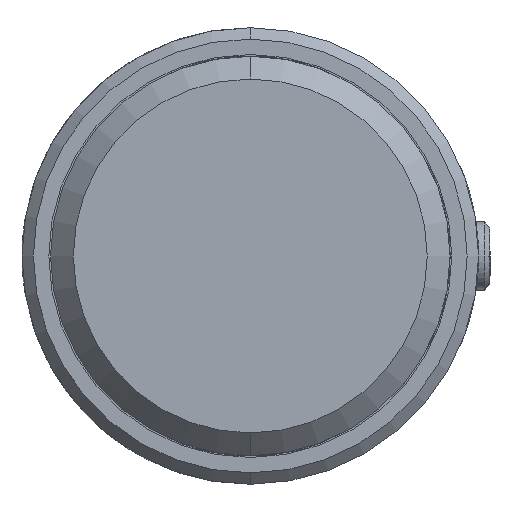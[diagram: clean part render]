
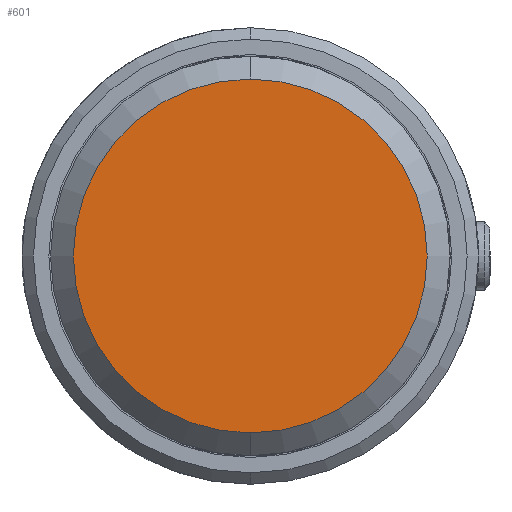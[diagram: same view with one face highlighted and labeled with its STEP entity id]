
A CAD part, front view. The second image highlights one B-rep face of the part: STEP entity #601.
In plain terms, the highlighted planar face has unit normal (0, -1, 0).
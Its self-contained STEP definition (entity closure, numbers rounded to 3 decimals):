
#184 = ORIENTED_EDGE ( 'NONE', *, *, #3047, .T. ) ;
#246 = AXIS2_PLACEMENT_3D ( 'NONE', #614, #629, #3014 ) ;
#321 = FACE_OUTER_BOUND ( 'NONE', #2945, .T. ) ;
#601 = ADVANCED_FACE ( 'NONE', ( #321 ), #3134, .T. ) ;
#614 = CARTESIAN_POINT ( 'NONE',  ( 0., -39., 0. ) ) ;
#623 = CARTESIAN_POINT ( 'NONE',  ( 0., -39., -15.5 ) ) ;
#629 = DIRECTION ( 'NONE',  ( 0., -1., 0. ) ) ;
#1046 = AXIS2_PLACEMENT_3D ( 'NONE', #1905, #1892, #1882 ) ;
#1267 = ORIENTED_EDGE ( 'NONE', *, *, #1996, .T. ) ;
#1780 = AXIS2_PLACEMENT_3D ( 'NONE', #2926, #2938, #2902 ) ;
#1882 = DIRECTION ( 'NONE',  ( 0., 0., 1. ) ) ;
#1892 = DIRECTION ( 'NONE',  ( 0., -1., 0. ) ) ;
#1905 = CARTESIAN_POINT ( 'NONE',  ( 0., -39., 0. ) ) ;
#1936 = CIRCLE ( 'NONE', #246, 15.5 ) ;
#1996 = EDGE_CURVE ( 'NONE', #2979, #2893, #2491, .T. ) ;
#2350 = CARTESIAN_POINT ( 'NONE',  ( 0., -39., 15.5 ) ) ;
#2491 = CIRCLE ( 'NONE', #1046, 15.5 ) ;
#2893 = VERTEX_POINT ( 'NONE', #623 ) ;
#2902 = DIRECTION ( 'NONE',  ( 0., 0., 1. ) ) ;
#2926 = CARTESIAN_POINT ( 'NONE',  ( 0., -39., 0. ) ) ;
#2938 = DIRECTION ( 'NONE',  ( 0., -1., 0. ) ) ;
#2945 = EDGE_LOOP ( 'NONE', ( #184, #1267 ) ) ;
#2979 = VERTEX_POINT ( 'NONE', #2350 ) ;
#3014 = DIRECTION ( 'NONE',  ( 0., 0., 1. ) ) ;
#3047 = EDGE_CURVE ( 'NONE', #2893, #2979, #1936, .T. ) ;
#3134 = PLANE ( 'NONE',  #1780 ) ;
